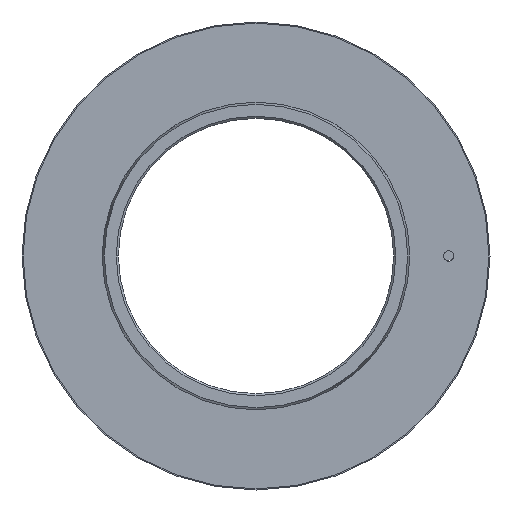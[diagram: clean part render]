
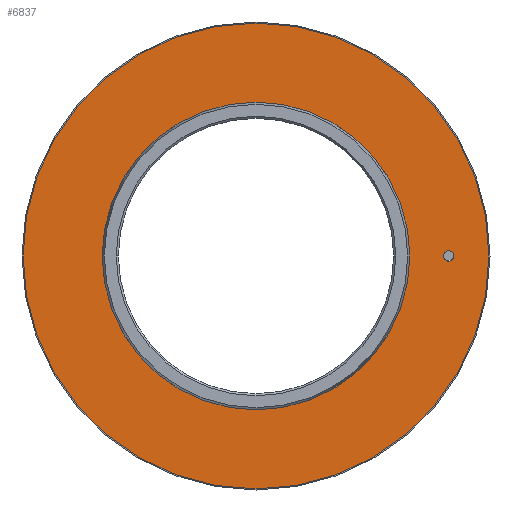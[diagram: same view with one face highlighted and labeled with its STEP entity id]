
A CAD part, left-side view. The second image highlights one B-rep face of the part: STEP entity #6837.
In plain terms, the highlighted planar face has unit normal (-1, 0, 0).
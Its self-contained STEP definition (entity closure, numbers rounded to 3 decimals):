
#6390=CARTESIAN_POINT('',(0.,0.,0.));
#6391=DIRECTION('',(1.,0.,0.));
#6392=DIRECTION('',(0.,0.,-1.));
#6393=AXIS2_PLACEMENT_3D('',#6390,#6391,#6392);
#6395=CARTESIAN_POINT('',(0.,0.,0.));
#6396=DIRECTION('',(1.,0.,0.));
#6397=DIRECTION('',(0.,0.,1.));
#6398=AXIS2_PLACEMENT_3D('',#6395,#6396,#6397);
#6400=CARTESIAN_POINT('',(0.,0.,0.));
#6401=DIRECTION('',(-1.,0.,0.));
#6402=DIRECTION('',(0.,0.,1.));
#6403=AXIS2_PLACEMENT_3D('',#6400,#6401,#6402);
#6405=CARTESIAN_POINT('',(0.,0.,0.));
#6406=DIRECTION('',(-1.,0.,0.));
#6407=DIRECTION('',(0.,0.,-1.));
#6408=AXIS2_PLACEMENT_3D('',#6405,#6406,#6407);
#6410=CARTESIAN_POINT('',(0.,28.,0.));
#6411=DIRECTION('',(-1.,0.,0.));
#6412=DIRECTION('',(0.,-1.,0.));
#6413=AXIS2_PLACEMENT_3D('',#6410,#6411,#6412);
#6415=CARTESIAN_POINT('',(0.,28.,0.));
#6416=DIRECTION('',(-1.,0.,0.));
#6417=DIRECTION('',(0.,1.,0.));
#6418=AXIS2_PLACEMENT_3D('',#6415,#6416,#6417);
#6726=CARTESIAN_POINT('',(0.,0.,-33.85));
#6727=CARTESIAN_POINT('',(0.,0.,33.85));
#6728=VERTEX_POINT('',#6726);
#6729=VERTEX_POINT('',#6727);
#6730=CARTESIAN_POINT('',(0.,0.,22.35));
#6731=CARTESIAN_POINT('',(0.,0.,-22.35));
#6732=VERTEX_POINT('',#6730);
#6733=VERTEX_POINT('',#6731);
#6734=CARTESIAN_POINT('',(0.,27.25,0.));
#6735=CARTESIAN_POINT('',(0.,28.75,0.));
#6736=VERTEX_POINT('',#6734);
#6737=VERTEX_POINT('',#6735);
#6814=CARTESIAN_POINT('',(0.,0.,0.));
#6815=DIRECTION('',(1.,0.,0.));
#6816=DIRECTION('',(0.,0.,-1.));
#6817=AXIS2_PLACEMENT_3D('',#6814,#6815,#6816);
#6818=PLANE('',#6817);
#6820=ORIENTED_EDGE('',*,*,#6819,.T.);
#6822=ORIENTED_EDGE('',*,*,#6821,.T.);
#6823=EDGE_LOOP('',(#6820,#6822));
#6824=FACE_OUTER_BOUND('',#6823,.F.);
#6826=ORIENTED_EDGE('',*,*,#6825,.T.);
#6828=ORIENTED_EDGE('',*,*,#6827,.T.);
#6829=EDGE_LOOP('',(#6826,#6828));
#6830=FACE_BOUND('',#6829,.F.);
#6832=ORIENTED_EDGE('',*,*,#6831,.T.);
#6834=ORIENTED_EDGE('',*,*,#6833,.T.);
#6835=EDGE_LOOP('',(#6832,#6834));
#6836=FACE_BOUND('',#6835,.F.);
#6394=CIRCLE('',#6393,33.85);
#6399=CIRCLE('',#6398,33.85);
#6404=CIRCLE('',#6403,22.35);
#6409=CIRCLE('',#6408,22.35);
#6414=CIRCLE('',#6413,0.75);
#6419=CIRCLE('',#6418,0.75);
#6819=EDGE_CURVE('',#6728,#6729,#6394,.T.);
#6821=EDGE_CURVE('',#6729,#6728,#6399,.T.);
#6825=EDGE_CURVE('',#6732,#6733,#6404,.T.);
#6827=EDGE_CURVE('',#6733,#6732,#6409,.T.);
#6831=EDGE_CURVE('',#6736,#6737,#6414,.T.);
#6833=EDGE_CURVE('',#6737,#6736,#6419,.T.);
#6837=ADVANCED_FACE('',(#6824,#6830,#6836),#6818,.F.);
